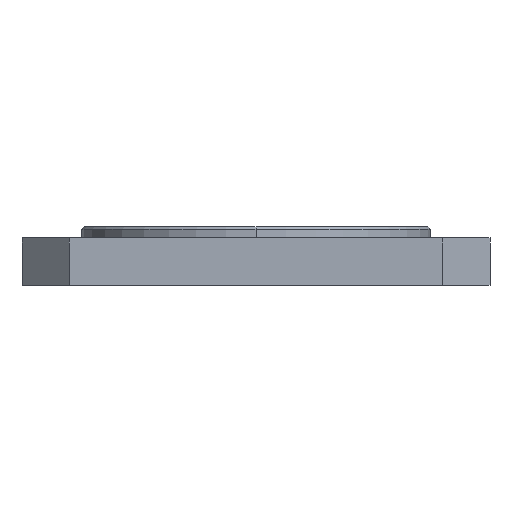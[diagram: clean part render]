
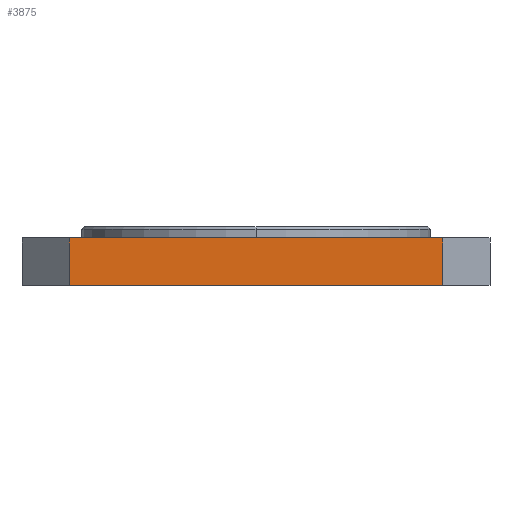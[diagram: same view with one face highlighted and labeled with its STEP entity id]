
A CAD part, front view. The second image highlights one B-rep face of the part: STEP entity #3875.
In plain terms, the highlighted planar face has unit normal (0, -1, 0).
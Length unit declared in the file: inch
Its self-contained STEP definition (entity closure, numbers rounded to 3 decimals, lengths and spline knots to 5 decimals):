
#78 = DIRECTION ( 'NONE',  ( 0., 0., 1. ) ) ;
#119 = PLANE ( 'NONE',  #4263 ) ;
#227 = ORIENTED_EDGE ( 'NONE', *, *, #4147, .T. ) ;
#410 = ORIENTED_EDGE ( 'NONE', *, *, #2911, .F. ) ;
#548 = CARTESIAN_POINT ( 'NONE',  ( -0.99, -2., 0.125 ) ) ;
#903 = CARTESIAN_POINT ( 'NONE',  ( 0.99, -2., 0.125 ) ) ;
#1059 = CARTESIAN_POINT ( 'NONE',  ( 0., -2., -0.125 ) ) ;
#1196 = VECTOR ( 'NONE', #1469, 39.37008 ) ;
#1304 = LINE ( 'NONE', #4261, #4262 ) ;
#1333 = VERTEX_POINT ( 'NONE', #3222 ) ;
#1469 = DIRECTION ( 'NONE',  ( 0., 0., -1. ) ) ;
#1470 = CARTESIAN_POINT ( 'NONE',  ( 0., -2., 0.125 ) ) ;
#1563 = DIRECTION ( 'NONE',  ( 0., 1., 0. ) ) ;
#1865 = FACE_OUTER_BOUND ( 'NONE', #3848, .T. ) ;
#1867 = VERTEX_POINT ( 'NONE', #903 ) ;
#2163 = LINE ( 'NONE', #3249, #1196 ) ;
#2164 = LINE ( 'NONE', #1470, #4255 ) ;
#2446 = DIRECTION ( 'NONE',  ( 0., 0., 1. ) ) ;
#2483 = DIRECTION ( 'NONE',  ( 1., 0., 0. ) ) ;
#2612 = CARTESIAN_POINT ( 'NONE',  ( 0., -2., 0.125 ) ) ;
#2880 = ORIENTED_EDGE ( 'NONE', *, *, #3794, .T. ) ;
#2911 = EDGE_CURVE ( 'NONE', #4041, #1867, #2164, .T. ) ;
#2944 = DIRECTION ( 'NONE',  ( 1., 0., 0. ) ) ;
#3209 = CARTESIAN_POINT ( 'NONE',  ( -0.99, -2., -0.125 ) ) ;
#3222 = CARTESIAN_POINT ( 'NONE',  ( 0.99, -2., -0.125 ) ) ;
#3249 = CARTESIAN_POINT ( 'NONE',  ( -0.99, -2., 0.125 ) ) ;
#3296 = EDGE_CURVE ( 'NONE', #1333, #1867, #1304, .T. ) ;
#3749 = VERTEX_POINT ( 'NONE', #3209 ) ;
#3794 = EDGE_CURVE ( 'NONE', #4041, #3749, #2163, .T. ) ;
#3848 = EDGE_LOOP ( 'NONE', ( #227, #4719, #410, #2880 ) ) ;
#3875 = ADVANCED_FACE ( 'NONE', ( #1865 ), #119, .F. ) ;
#4041 = VERTEX_POINT ( 'NONE', #548 ) ;
#4147 = EDGE_CURVE ( 'NONE', #3749, #1333, #4281, .T. ) ;
#4255 = VECTOR ( 'NONE', #2944, 39.37008 ) ;
#4261 = CARTESIAN_POINT ( 'NONE',  ( 0.99, -2., 0.125 ) ) ;
#4262 = VECTOR ( 'NONE', #2446, 39.37008 ) ;
#4263 = AXIS2_PLACEMENT_3D ( 'NONE', #2612, #1563, #78 ) ;
#4281 = LINE ( 'NONE', #1059, #4509 ) ;
#4509 = VECTOR ( 'NONE', #2483, 39.37008 ) ;
#4719 = ORIENTED_EDGE ( 'NONE', *, *, #3296, .T. ) ;
